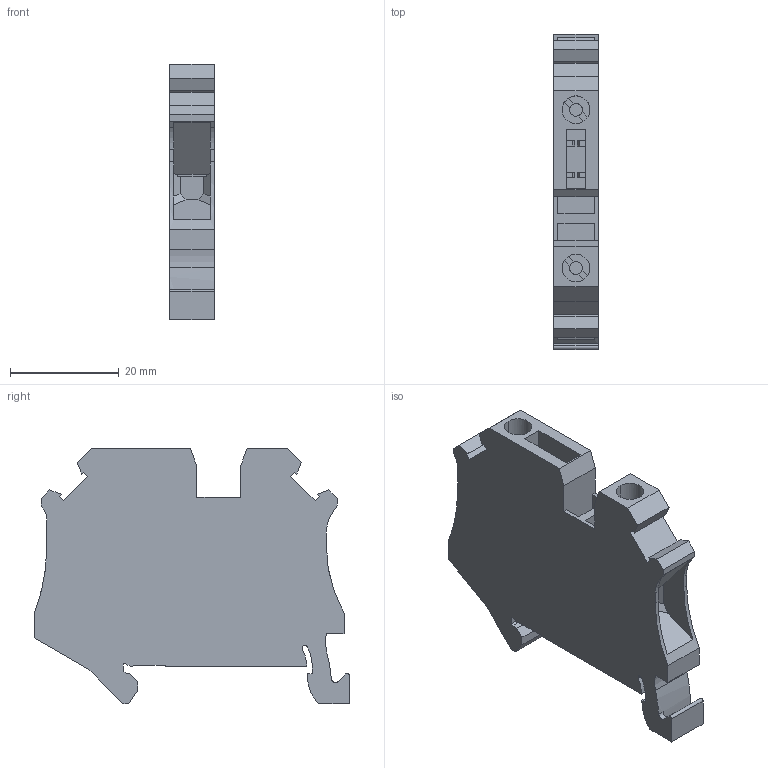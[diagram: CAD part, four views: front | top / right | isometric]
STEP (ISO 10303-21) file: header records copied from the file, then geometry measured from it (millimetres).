
FILE_DESCRIPTION(('Creo Elements/Direct Modeling STEP Export'),'2;1');
FILE_NAME('model.stp','2020-10-28T 0:25:46',(''),(''),'Creo Elements/Direct Modeling STEP processor for AP214 (Solid Model)','Creo Elements/Direct Modeling 20.1A 29-Sep-2018 (C) Parametric Technology GmbH','');
FILE_SCHEMA(('AUTOMOTIVE_DESIGN { 1 0 10303 214 1 1 1 1 }'));
Length unit declared in the file: millimetre
Products named in the file (2): UT_6-TG_P-P_EX-select
Assembly tree (1 placements, depth 2):
  UT_6-TG_P-P_EX-select
    UT_6-TG_P-P_EX-select
Bounding box: 8.15 x 57.8 x 46.85 mm (x, y, z)
Volume: 13978.1 mm3; surface area: 7635.9 mm2
Topology: 1 solids, 1 shells, 189 faces, 539 edges, 355 vertices
Faces by surface type: plane 160, cylinder 29
Entity records: 7361 total; most frequent: ORIENTED_EDGE 1078, CARTESIAN_POINT 1028, DIRECTION 903, EDGE_CURVE 539, VECTOR 443, LINE 443, VERTEX_POINT 355, AXIS2_PLACEMENT_3D 230
